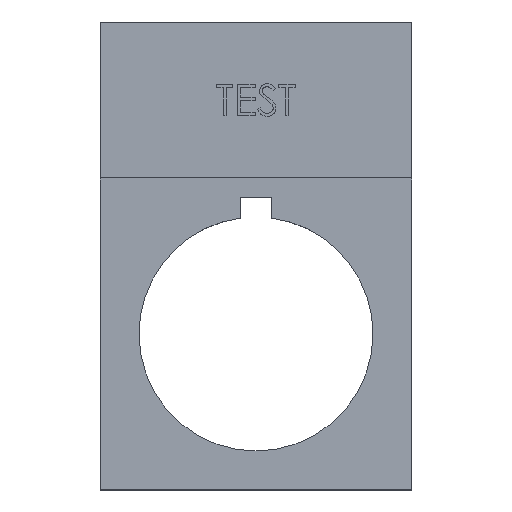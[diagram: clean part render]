
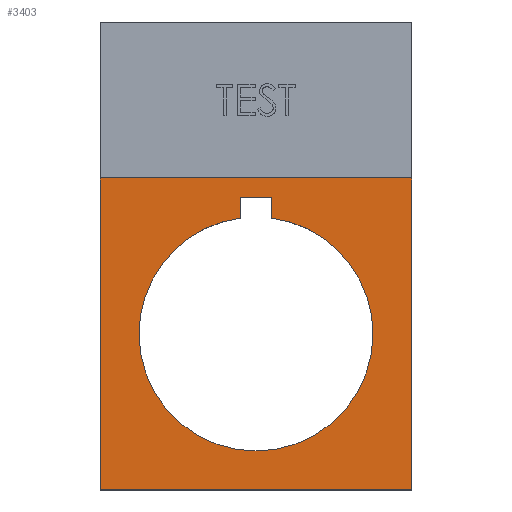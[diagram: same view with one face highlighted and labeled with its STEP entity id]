
A CAD part, top view. The second image highlights one B-rep face of the part: STEP entity #3403.
In plain terms, the highlighted planar face has unit normal (0, 0, 1).
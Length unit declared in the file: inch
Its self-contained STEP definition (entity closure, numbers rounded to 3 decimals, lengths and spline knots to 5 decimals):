
#52 = EDGE_CURVE ( 'NONE', #2347, #518, #612, .T. ) ;
#63 = CARTESIAN_POINT ( 'NONE',  ( 0.59055, 0.59055, 0.01969 ) ) ;
#69 = VERTEX_POINT ( 'NONE', #2197 ) ;
#73 = CARTESIAN_POINT ( 'NONE',  ( -0.05906, 0.5177, 0.01969 ) ) ;
#105 = VERTEX_POINT ( 'NONE', #658 ) ;
#181 = FACE_BOUND ( 'NONE', #570, .T. ) ;
#185 = LINE ( 'NONE', #3185, #699 ) ;
#206 = CARTESIAN_POINT ( 'NONE',  ( 0.59055, 0.59055, 0.01969 ) ) ;
#232 = VERTEX_POINT ( 'NONE', #1951 ) ;
#255 = DIRECTION ( 'NONE',  ( 0., -1., 0. ) ) ;
#293 = AXIS2_PLACEMENT_3D ( 'NONE', #1006, #713, #970 ) ;
#305 = FACE_OUTER_BOUND ( 'NONE', #2302, .T. ) ;
#310 = LINE ( 'NONE', #1337, #2377 ) ;
#336 = AXIS2_PLACEMENT_3D ( 'NONE', #1255, #3144, #3419 ) ;
#427 = VECTOR ( 'NONE', #2105, 39.37008 ) ;
#440 = AXIS2_PLACEMENT_3D ( 'NONE', #2356, #749, #2620 ) ;
#518 = VERTEX_POINT ( 'NONE', #738 ) ;
#523 = ORIENTED_EDGE ( 'NONE', *, *, #2577, .T. ) ;
#538 = CARTESIAN_POINT ( 'NONE',  ( -0.44291, 0., 0.01969 ) ) ;
#570 = EDGE_LOOP ( 'NONE', ( #523, #1616, #3272, #3033, #1208, #2085 ) ) ;
#612 = LINE ( 'NONE', #1389, #3366 ) ;
#658 = CARTESIAN_POINT ( 'NONE',  ( 0.59055, -0.59055, 0.01969 ) ) ;
#686 = LINE ( 'NONE', #3160, #2283 ) ;
#699 = VECTOR ( 'NONE', #805, 39.37008 ) ;
#713 = DIRECTION ( 'NONE',  ( 0., 0., 1. ) ) ;
#720 = CARTESIAN_POINT ( 'NONE',  ( -0.59055, 0.59055, 0.01969 ) ) ;
#736 = EDGE_CURVE ( 'NONE', #105, #232, #2530, .T. ) ;
#738 = CARTESIAN_POINT ( 'NONE',  ( 0.05906, 0.43896, 0.01969 ) ) ;
#749 = DIRECTION ( 'NONE',  ( 0., 0., -1. ) ) ;
#786 = VERTEX_POINT ( 'NONE', #63 ) ;
#805 = DIRECTION ( 'NONE',  ( 0., 1., 0. ) ) ;
#811 = CARTESIAN_POINT ( 'NONE',  ( -0.59055, -0.59055, 0.01969 ) ) ;
#849 = EDGE_CURVE ( 'NONE', #1329, #1849, #2362, .T. ) ;
#900 = AXIS2_PLACEMENT_3D ( 'NONE', #1457, #3353, #2479 ) ;
#904 = CIRCLE ( 'NONE', #336, 0.44291 ) ;
#928 = CARTESIAN_POINT ( 'NONE',  ( 0.44291, 0., 0.01969 ) ) ;
#970 = DIRECTION ( 'NONE',  ( 1., 0., 0. ) ) ;
#989 = EDGE_CURVE ( 'NONE', #786, #69, #1064, .T. ) ;
#1006 = CARTESIAN_POINT ( 'NONE',  ( 0., 0.29528, 0.01969 ) ) ;
#1064 = B_SPLINE_CURVE_WITH_KNOTS ( 'NONE', 3,
 ( #206, #1295, #1826, #720 ),
 .UNSPECIFIED., .F., .F.,
 ( 4, 4 ),
 ( 0., 1. ),
 .UNSPECIFIED. ) ;
#1105 = ORIENTED_EDGE ( 'NONE', *, *, #736, .F. ) ;
#1119 = ORIENTED_EDGE ( 'NONE', *, *, #989, .T. ) ;
#1208 = ORIENTED_EDGE ( 'NONE', *, *, #849, .T. ) ;
#1210 = VERTEX_POINT ( 'NONE', #928 ) ;
#1255 = CARTESIAN_POINT ( 'NONE',  ( 0., 0., 0.01969 ) ) ;
#1276 = DIRECTION ( 'NONE',  ( 1., 0., 0. ) ) ;
#1295 = CARTESIAN_POINT ( 'NONE',  ( 0.19685, 0.59055, 0.01969 ) ) ;
#1329 = VERTEX_POINT ( 'NONE', #538 ) ;
#1337 = CARTESIAN_POINT ( 'NONE',  ( 0.59055, -0.59055, 0.01969 ) ) ;
#1389 = CARTESIAN_POINT ( 'NONE',  ( 0.05906, 0.43896, 0.01969 ) ) ;
#1457 = CARTESIAN_POINT ( 'NONE',  ( 0., 0., 0.01969 ) ) ;
#1582 = VERTEX_POINT ( 'NONE', #73 ) ;
#1601 = CARTESIAN_POINT ( 'NONE',  ( -0.05906, 0.43896, 0.01969 ) ) ;
#1616 = ORIENTED_EDGE ( 'NONE', *, *, #52, .T. ) ;
#1673 = ORIENTED_EDGE ( 'NONE', *, *, #2970, .F. ) ;
#1826 = CARTESIAN_POINT ( 'NONE',  ( -0.19685, 0.59055, 0.01969 ) ) ;
#1849 = VERTEX_POINT ( 'NONE', #1601 ) ;
#1951 = CARTESIAN_POINT ( 'NONE',  ( -0.59055, -0.59055, 0.01969 ) ) ;
#2085 = ORIENTED_EDGE ( 'NONE', *, *, #2782, .T. ) ;
#2105 = DIRECTION ( 'NONE',  ( 0., 1., 0. ) ) ;
#2197 = CARTESIAN_POINT ( 'NONE',  ( -0.59055, 0.59055, 0.01969 ) ) ;
#2283 = VECTOR ( 'NONE', #1276, 39.37008 ) ;
#2302 = EDGE_LOOP ( 'NONE', ( #1105, #3371, #1119, #1673 ) ) ;
#2347 = VERTEX_POINT ( 'NONE', #3080 ) ;
#2356 = CARTESIAN_POINT ( 'NONE',  ( 0., 0., 0.01969 ) ) ;
#2362 = CIRCLE ( 'NONE', #900, 0.44291 ) ;
#2377 = VECTOR ( 'NONE', #255, 39.37008 ) ;
#2446 = CIRCLE ( 'NONE', #440, 0.44291 ) ;
#2464 = EDGE_CURVE ( 'NONE', #518, #1210, #2446, .T. ) ;
#2479 = DIRECTION ( 'NONE',  ( 1., 0., 0. ) ) ;
#2486 = DIRECTION ( 'NONE',  ( 0., -1., 0. ) ) ;
#2530 = LINE ( 'NONE', #811, #2784 ) ;
#2577 = EDGE_CURVE ( 'NONE', #1582, #2347, #686, .T. ) ;
#2614 = PLANE ( 'NONE',  #293 ) ;
#2620 = DIRECTION ( 'NONE',  ( 1., 0., 0. ) ) ;
#2782 = EDGE_CURVE ( 'NONE', #1849, #1582, #185, .T. ) ;
#2784 = VECTOR ( 'NONE', #2995, 39.37008 ) ;
#2970 = EDGE_CURVE ( 'NONE', #232, #69, #3016, .T. ) ;
#2995 = DIRECTION ( 'NONE',  ( -1., 0., 0. ) ) ;
#3016 = LINE ( 'NONE', #3172, #427 ) ;
#3033 = ORIENTED_EDGE ( 'NONE', *, *, #3397, .T. ) ;
#3080 = CARTESIAN_POINT ( 'NONE',  ( 0.05906, 0.5177, 0.01969 ) ) ;
#3092 = EDGE_CURVE ( 'NONE', #786, #105, #310, .T. ) ;
#3144 = DIRECTION ( 'NONE',  ( 0., 0., -1. ) ) ;
#3160 = CARTESIAN_POINT ( 'NONE',  ( 0.05906, 0.5177, 0.01969 ) ) ;
#3172 = CARTESIAN_POINT ( 'NONE',  ( -0.59055, 1.1811, 0.01969 ) ) ;
#3185 = CARTESIAN_POINT ( 'NONE',  ( -0.05906, 0.5177, 0.01969 ) ) ;
#3272 = ORIENTED_EDGE ( 'NONE', *, *, #2464, .T. ) ;
#3353 = DIRECTION ( 'NONE',  ( 0., 0., -1. ) ) ;
#3366 = VECTOR ( 'NONE', #2486, 39.37008 ) ;
#3371 = ORIENTED_EDGE ( 'NONE', *, *, #3092, .F. ) ;
#3397 = EDGE_CURVE ( 'NONE', #1210, #1329, #904, .T. ) ;
#3403 = ADVANCED_FACE ( 'NONE', ( #181, #305 ), #2614, .T. ) ;
#3419 = DIRECTION ( 'NONE',  ( 1., 0., 0. ) ) ;
